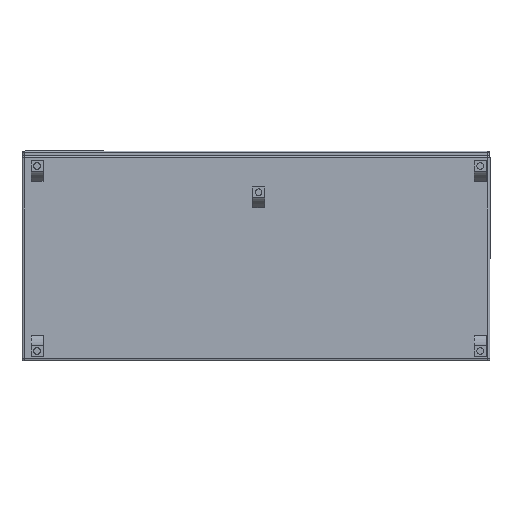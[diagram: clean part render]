
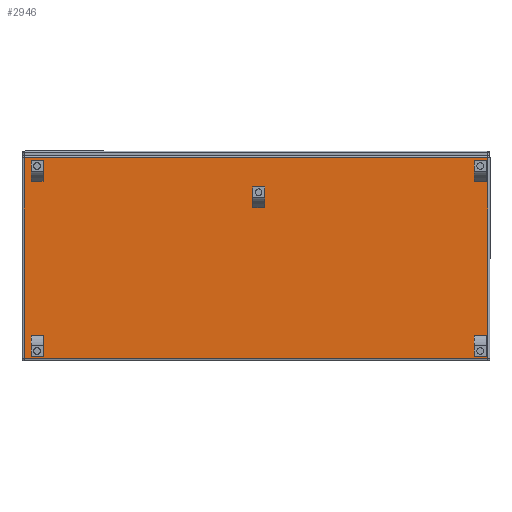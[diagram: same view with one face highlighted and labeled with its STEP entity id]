
A CAD part, front view. The second image highlights one B-rep face of the part: STEP entity #2946.
In plain terms, the highlighted planar face has unit normal (0, -1, 0).
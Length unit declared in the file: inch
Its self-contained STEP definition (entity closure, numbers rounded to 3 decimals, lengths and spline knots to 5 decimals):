
#163=PLANE('',#3369);
#276=FACE_OUTER_BOUND('',#495,.T.);
#495=EDGE_LOOP('',(#2044,#2045,#2046,#2047));
#711=LINE('',#4930,#920);
#726=LINE('',#4985,#935);
#727=LINE('',#4988,#936);
#728=LINE('',#4991,#937);
#920=VECTOR('',#3812,0.3937);
#935=VECTOR('',#3875,0.3937);
#936=VECTOR('',#3878,0.3937);
#937=VECTOR('',#3883,0.3937);
#1334=VERTEX_POINT('',#4927);
#1335=VERTEX_POINT('',#4929);
#1351=VERTEX_POINT('',#4983);
#1352=VERTEX_POINT('',#4987);
#1566=EDGE_CURVE('',#1334,#1335,#711,.T.);
#1594=EDGE_CURVE('',#1351,#1334,#726,.T.);
#1595=EDGE_CURVE('',#1335,#1352,#727,.T.);
#1597=EDGE_CURVE('',#1352,#1351,#728,.T.);
#2044=ORIENTED_EDGE('',*,*,#1566,.F.);
#2045=ORIENTED_EDGE('',*,*,#1594,.F.);
#2046=ORIENTED_EDGE('',*,*,#1597,.F.);
#2047=ORIENTED_EDGE('',*,*,#1595,.F.);
#2946=ADVANCED_FACE('',(#276),#163,.T.);
#3369=AXIS2_PLACEMENT_3D('',#4990,#3881,#3882);
#3812=DIRECTION('',(0.,0.,1.));
#3875=DIRECTION('',(-1.,0.,0.));
#3878=DIRECTION('',(1.,0.,0.));
#3881=DIRECTION('center_axis',(0.,-1.,0.));
#3882=DIRECTION('ref_axis',(1.,0.,0.));
#3883=DIRECTION('',(0.,0.,-1.));
#4927=CARTESIAN_POINT('',(-17.75647,-13.24283,-38.625));
#4929=CARTESIAN_POINT('',(-17.75647,-13.24283,38.625));
#4930=CARTESIAN_POINT('',(-17.75647,-13.24283,0.));
#4983=CARTESIAN_POINT('',(15.74353,-13.24283,-38.625));
#4985=CARTESIAN_POINT('',(-7.94485,-13.24283,-38.625));
#4987=CARTESIAN_POINT('',(15.74353,-13.24283,38.625));
#4988=CARTESIAN_POINT('',(-7.94485,-13.24283,38.625));
#4990=CARTESIAN_POINT('Origin',(-18.63147,-13.24283,0.));
#4991=CARTESIAN_POINT('',(15.74353,-13.24283,0.));
